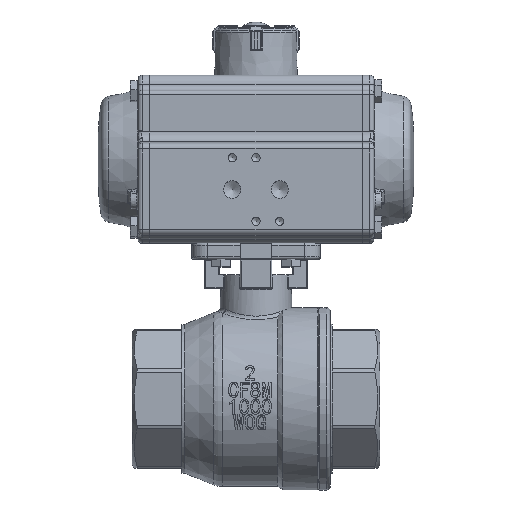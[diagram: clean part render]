
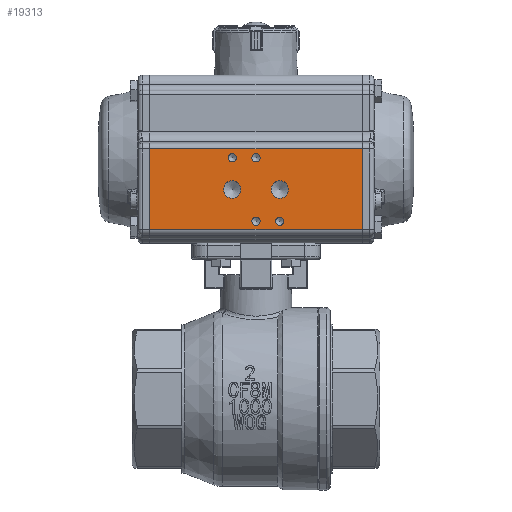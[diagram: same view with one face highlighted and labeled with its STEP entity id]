
A CAD part, top view. The second image highlights one B-rep face of the part: STEP entity #19313.
In plain terms, the highlighted face is planar.
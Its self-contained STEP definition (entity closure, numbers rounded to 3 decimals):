
#362=PLANE('',#20827);
#802=LINE('',#28556,#1991);
#816=LINE('',#28621,#2005);
#853=LINE('',#28745,#2042);
#854=LINE('',#28747,#2043);
#1991=VECTOR('',#23068,1000.);
#2005=VECTOR('',#23120,1000.);
#2042=VECTOR('',#23245,1000.);
#2043=VECTOR('',#23248,1000.);
#4485=ORIENTED_EDGE('',*,*,#10155,.T.);
#4486=ORIENTED_EDGE('',*,*,#10250,.F.);
#4487=ORIENTED_EDGE('',*,*,#10187,.F.);
#4488=ORIENTED_EDGE('',*,*,#10251,.T.);
#4489=ORIENTED_EDGE('',*,*,#10068,.F.);
#4490=ORIENTED_EDGE('',*,*,#10066,.F.);
#4491=ORIENTED_EDGE('',*,*,#10064,.F.);
#4492=ORIENTED_EDGE('',*,*,#10062,.F.);
#4493=ORIENTED_EDGE('',*,*,#10060,.F.);
#4494=ORIENTED_EDGE('',*,*,#10058,.F.);
#10058=EDGE_CURVE('',#13004,#13004,#14982,.T.);
#10060=EDGE_CURVE('',#13007,#13007,#14984,.T.);
#10062=EDGE_CURVE('',#13010,#13010,#14986,.T.);
#10064=EDGE_CURVE('',#13013,#13013,#14988,.T.);
#10066=EDGE_CURVE('',#13016,#13016,#14990,.T.);
#10068=EDGE_CURVE('',#13019,#13019,#14992,.T.);
#10155=EDGE_CURVE('',#13108,#13107,#802,.T.);
#10187=EDGE_CURVE('',#13139,#13140,#816,.T.);
#10250=EDGE_CURVE('',#13140,#13107,#853,.T.);
#10251=EDGE_CURVE('',#13139,#13108,#854,.T.);
#13004=VERTEX_POINT('',#28307);
#13007=VERTEX_POINT('',#28314);
#13010=VERTEX_POINT('',#28321);
#13013=VERTEX_POINT('',#28328);
#13016=VERTEX_POINT('',#28335);
#13019=VERTEX_POINT('',#28342);
#13107=VERTEX_POINT('',#28555);
#13108=VERTEX_POINT('',#28557);
#13139=VERTEX_POINT('',#28620);
#13140=VERTEX_POINT('',#28622);
#14982=CIRCLE('',#20649,4.4);
#14984=CIRCLE('',#20653,4.4);
#14986=CIRCLE('',#20657,2.1);
#14988=CIRCLE('',#20661,2.1);
#14990=CIRCLE('',#20665,2.1);
#14992=CIRCLE('',#20669,2.1);
#16104=EDGE_LOOP('',(#4485,#4486,#4487,#4488));
#16105=EDGE_LOOP('',(#4489));
#16106=EDGE_LOOP('',(#4490));
#16107=EDGE_LOOP('',(#4491));
#16108=EDGE_LOOP('',(#4492));
#16109=EDGE_LOOP('',(#4493));
#16110=EDGE_LOOP('',(#4494));
#17570=FACE_BOUND('',#16104,.T.);
#17571=FACE_BOUND('',#16105,.T.);
#17572=FACE_BOUND('',#16106,.T.);
#17573=FACE_BOUND('',#16107,.T.);
#17574=FACE_BOUND('',#16108,.T.);
#17575=FACE_BOUND('',#16109,.T.);
#17576=FACE_BOUND('',#16110,.T.);
#19313=ADVANCED_FACE('',(#17570,#17571,#17572,#17573,#17574,#17575,#17576),
#362,.F.);
#20649=AXIS2_PLACEMENT_3D('',#28306,#22807,#22808);
#20653=AXIS2_PLACEMENT_3D('',#28313,#22815,#22816);
#20657=AXIS2_PLACEMENT_3D('',#28320,#22823,#22824);
#20661=AXIS2_PLACEMENT_3D('',#28327,#22831,#22832);
#20665=AXIS2_PLACEMENT_3D('',#28334,#22839,#22840);
#20669=AXIS2_PLACEMENT_3D('',#28341,#22847,#22848);
#20827=AXIS2_PLACEMENT_3D('',#28746,#23246,#23247);
#22807=DIRECTION('',(-1.,0.,0.));
#22808=DIRECTION('',(0.,0.,1.));
#22815=DIRECTION('',(-1.,0.,0.));
#22816=DIRECTION('',(0.,0.,1.));
#22823=DIRECTION('',(-1.,0.,0.));
#22824=DIRECTION('',(0.,0.,1.));
#22831=DIRECTION('',(-1.,0.,0.));
#22832=DIRECTION('',(0.,0.,1.));
#22839=DIRECTION('',(-1.,0.,0.));
#22840=DIRECTION('',(0.,0.,1.));
#22847=DIRECTION('',(-1.,0.,0.));
#22848=DIRECTION('',(0.,0.,1.));
#23068=DIRECTION('',(0.,-1.,0.));
#23120=DIRECTION('',(0.,-1.,0.));
#23245=DIRECTION('',(0.,0.,-1.));
#23246=DIRECTION('',(1.,0.,0.));
#23247=DIRECTION('',(0.,1.,0.));
#23248=DIRECTION('',(0.,0.,-1.));
#28306=CARTESIAN_POINT('',(-46.55,-15.35,12.));
#28307=CARTESIAN_POINT('',(-46.55,-15.35,16.4));
#28313=CARTESIAN_POINT('',(-46.55,-15.35,-12.));
#28314=CARTESIAN_POINT('',(-46.55,-15.35,-7.6));
#28320=CARTESIAN_POINT('',(-46.55,-31.35,12.));
#28321=CARTESIAN_POINT('',(-46.55,-31.35,14.1));
#28327=CARTESIAN_POINT('',(-46.55,-31.35,0.));
#28328=CARTESIAN_POINT('',(-46.55,-31.35,2.1));
#28334=CARTESIAN_POINT('',(-46.55,0.65,0.));
#28335=CARTESIAN_POINT('',(-46.55,0.65,2.1));
#28341=CARTESIAN_POINT('',(-46.55,0.65,-12.));
#28342=CARTESIAN_POINT('',(-46.55,0.65,-9.9));
#28555=CARTESIAN_POINT('',(-46.55,-35.35,-53.5));
#28556=CARTESIAN_POINT('',(-46.55,5.107,-53.5));
#28557=CARTESIAN_POINT('',(-46.55,5.107,-53.5));
#28620=CARTESIAN_POINT('',(-46.55,5.107,53.5));
#28621=CARTESIAN_POINT('',(-46.55,5.107,53.5));
#28622=CARTESIAN_POINT('',(-46.55,-35.35,53.5));
#28745=CARTESIAN_POINT('',(-46.55,-35.35,53.5));
#28746=CARTESIAN_POINT('',(-46.55,5.107,53.5));
#28747=CARTESIAN_POINT('',(-46.55,5.107,53.5));
